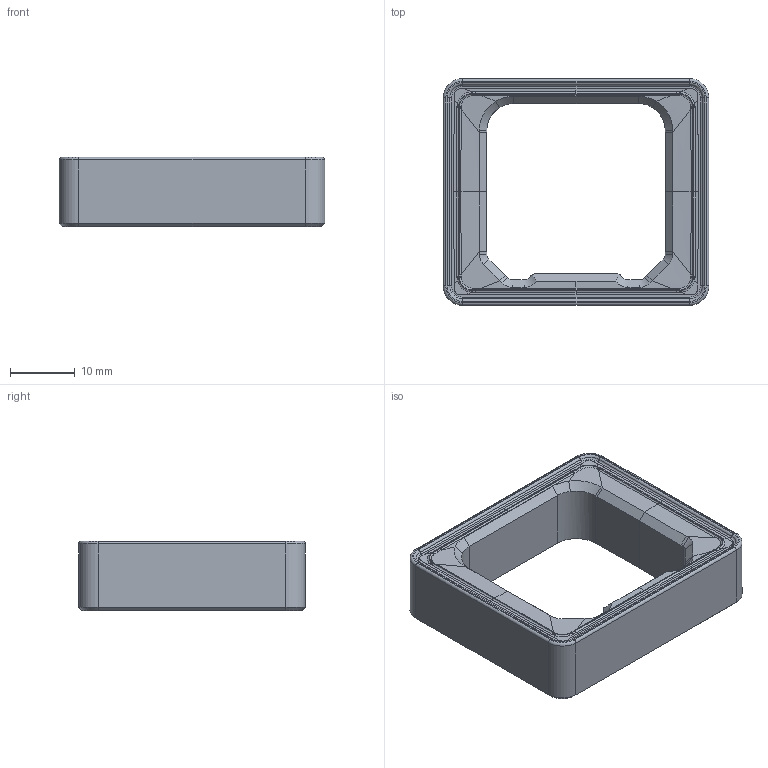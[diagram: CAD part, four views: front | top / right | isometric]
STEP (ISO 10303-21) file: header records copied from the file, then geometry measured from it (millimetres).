
FILE_DESCRIPTION(/* description */ (''),/* implementation_level */ '2;1');
FILE_NAME(/* name */ '3 Nesteinsatz Abpressung_2.stp',/* time_stamp */ '2022-06-02T09:20:05+02:00',/* author */ ('mabu01'),/* organization */ (''),/* preprocessor_version */ 'ST-DEVELOPER v16.13',/* originating_system */ 'Autodesk Inventor 2018',/* authorisation */ '');
FILE_SCHEMA (('AUTOMOTIVE_DESIGN { 1 0 10303 214 3 1 1 }'));
Length unit declared in the file: millimetre
Products named in the file (1): 3 Nesteinsatz Abpressung_2
Bounding box: 41 x 35 x 10.7 mm (x, y, z)
Volume: 7182.1 mm3; surface area: 3934.9 mm2
Topology: 1 solids, 1 shells, 199 faces, 499 edges, 303 vertices
Faces by surface type: bspline 105, plane 53, cylinder 25, torus 12, cone 4
Entity records: 18858 total; most frequent: CARTESIAN_POINT 14447, ORIENTED_EDGE 998, DIRECTION 667, EDGE_CURVE 499, VERTEX_POINT 303, AXIS2_PLACEMENT_3D 242, EDGE_LOOP 202, STYLED_ITEM 200
